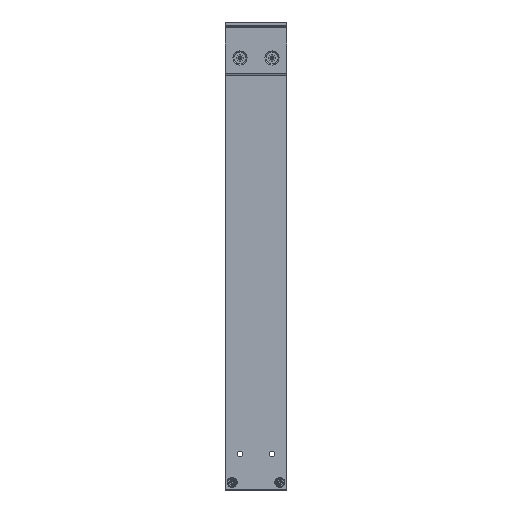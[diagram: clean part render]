
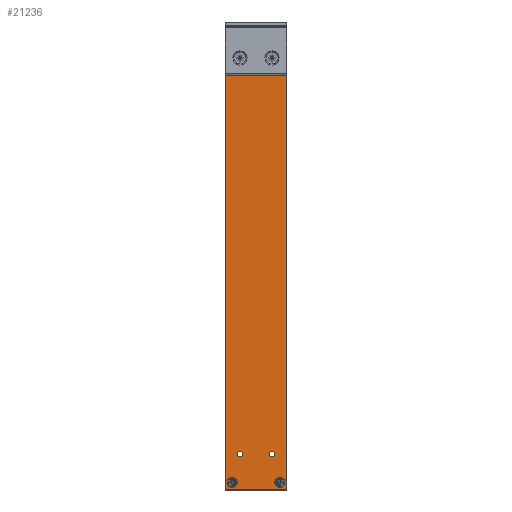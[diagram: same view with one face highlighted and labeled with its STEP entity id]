
A CAD part, front view. The second image highlights one B-rep face of the part: STEP entity #21236.
In plain terms, the highlighted planar face has unit normal (0, -1, 0).
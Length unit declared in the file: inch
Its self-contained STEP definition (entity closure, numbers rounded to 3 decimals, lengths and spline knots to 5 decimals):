
#108 = DIRECTION ( 'NONE',  ( 0., 0., -1. ) ) ;
#263 = DIRECTION ( 'NONE',  ( 0., 0., 1. ) ) ;
#438 = EDGE_CURVE ( 'NONE', #11198, #11198, #31477, .T. ) ;
#1427 = DIRECTION ( 'NONE',  ( 0., 0., -1. ) ) ;
#1510 = AXIS2_PLACEMENT_3D ( 'NONE', #54324, #11155, #32003 ) ;
#1716 = EDGE_LOOP ( 'NONE', ( #6016 ) ) ;
#2087 = CARTESIAN_POINT ( 'NONE',  ( 0.69241, -0.31353, 13. ) ) ;
#2365 = DIRECTION ( 'NONE',  ( 0., 1., 0. ) ) ;
#2527 = CARTESIAN_POINT ( 'NONE',  ( -1.02759, -0.31353, 13. ) ) ;
#3648 = PLANE ( 'NONE',  #50504 ) ;
#4598 = VERTEX_POINT ( 'NONE', #62660 ) ;
#4657 = ORIENTED_EDGE ( 'NONE', *, *, #22872, .T. ) ;
#4904 = EDGE_LOOP ( 'NONE', ( #4657 ) ) ;
#4965 = VECTOR ( 'NONE', #22424, 39.37008 ) ;
#5227 = ORIENTED_EDGE ( 'NONE', *, *, #37941, .T. ) ;
#5532 = CARTESIAN_POINT ( 'NONE',  ( 0.49391, -0.31353, 0.0722 ) ) ;
#5794 = CARTESIAN_POINT ( 'NONE',  ( -0.82908, -0.31353, 0.0722 ) ) ;
#6016 = ORIENTED_EDGE ( 'NONE', *, *, #58053, .T. ) ;
#6305 = CIRCLE ( 'NONE', #49252, 0.1378 ) ;
#7393 = EDGE_CURVE ( 'NONE', #11677, #65593, #20655, .T. ) ;
#8200 = CIRCLE ( 'NONE', #67168, 0.07799 ) ;
#8662 = ORIENTED_EDGE ( 'NONE', *, *, #19497, .T. ) ;
#9316 = CIRCLE ( 'NONE', #51073, 0.1378 ) ;
#9381 = EDGE_LOOP ( 'NONE', ( #5227 ) ) ;
#9461 = CIRCLE ( 'NONE', #1510, 0.1378 ) ;
#10256 = DIRECTION ( 'NONE',  ( 0., 1., 0. ) ) ;
#10270 = CARTESIAN_POINT ( 'NONE',  ( -1.02759, -0.31353, 0. ) ) ;
#11155 = DIRECTION ( 'NONE',  ( 0., 1., 0. ) ) ;
#11198 = VERTEX_POINT ( 'NONE', #5532 ) ;
#11677 = VERTEX_POINT ( 'NONE', #31100 ) ;
#11714 = CARTESIAN_POINT ( 'NONE',  ( 0.27729, -0.31353, 1.07799 ) ) ;
#12162 = CARTESIAN_POINT ( 'NONE',  ( 0.69241, -0.31353, 0. ) ) ;
#12881 = VECTOR ( 'NONE', #19796, 39.37008 ) ;
#13610 = FACE_BOUND ( 'NONE', #34275, .T. ) ;
#14227 = EDGE_CURVE ( 'NONE', #65593, #58594, #45910, .T. ) ;
#14837 = EDGE_LOOP ( 'NONE', ( #42428, #58564, #30291, #57163 ) ) ;
#15658 = AXIS2_PLACEMENT_3D ( 'NONE', #46347, #57271, #51196 ) ;
#16128 = VERTEX_POINT ( 'NONE', #5794 ) ;
#16461 = CARTESIAN_POINT ( 'NONE',  ( -0.61247, -0.31353, 12.07799 ) ) ;
#18919 = DIRECTION ( 'NONE',  ( 0., 0., -1. ) ) ;
#19497 = EDGE_CURVE ( 'NONE', #16128, #16128, #6305, .T. ) ;
#19613 = CARTESIAN_POINT ( 'NONE',  ( 0.69241, -0.31353, 0. ) ) ;
#19796 = DIRECTION ( 'NONE',  ( -1., 0., 0. ) ) ;
#20034 = EDGE_LOOP ( 'NONE', ( #32495 ) ) ;
#20293 = FACE_BOUND ( 'NONE', #4904, .T. ) ;
#20655 = LINE ( 'NONE', #19613, #56454 ) ;
#20745 = AXIS2_PLACEMENT_3D ( 'NONE', #35971, #40643, #24330 ) ;
#21236 = ADVANCED_FACE ( 'NONE', ( #57108, #30831, #13610, #35095, #20293, #67411, #56748, #56401, #29761 ), #3648, .T. ) ;
#21348 = CARTESIAN_POINT ( 'NONE',  ( 0.49391, -0.31353, 12.6522 ) ) ;
#22424 = DIRECTION ( 'NONE',  ( 1., 0., 0. ) ) ;
#22596 = ORIENTED_EDGE ( 'NONE', *, *, #58990, .T. ) ;
#22872 = EDGE_CURVE ( 'NONE', #66003, #66003, #49514, .T. ) ;
#24330 = DIRECTION ( 'NONE',  ( 0., 0., 1. ) ) ;
#25363 = EDGE_LOOP ( 'NONE', ( #26995 ) ) ;
#25778 = EDGE_CURVE ( 'NONE', #48195, #48195, #9316, .T. ) ;
#25994 = CARTESIAN_POINT ( 'NONE',  ( -1.02759, -0.31353, 0. ) ) ;
#26132 = CARTESIAN_POINT ( 'NONE',  ( 0.27729, -0.31353, 1. ) ) ;
#26995 = ORIENTED_EDGE ( 'NONE', *, *, #25778, .T. ) ;
#27016 = DIRECTION ( 'NONE',  ( 0., 1., 0. ) ) ;
#29437 = CARTESIAN_POINT ( 'NONE',  ( 0.69241, -0.31353, 0. ) ) ;
#29761 = FACE_OUTER_BOUND ( 'NONE', #14837, .T. ) ;
#30291 = ORIENTED_EDGE ( 'NONE', *, *, #63784, .T. ) ;
#30720 = DIRECTION ( 'NONE',  ( 0., 0., 1. ) ) ;
#30831 = FACE_BOUND ( 'NONE', #32147, .T. ) ;
#31100 = CARTESIAN_POINT ( 'NONE',  ( 0.69241, -0.31353, 0. ) ) ;
#31477 = CIRCLE ( 'NONE', #60915, 0.1378 ) ;
#31644 = LINE ( 'NONE', #25994, #32421 ) ;
#32003 = DIRECTION ( 'NONE',  ( 0., 0., -1. ) ) ;
#32147 = EDGE_LOOP ( 'NONE', ( #22596 ) ) ;
#32421 = VECTOR ( 'NONE', #41938, 39.37008 ) ;
#32495 = ORIENTED_EDGE ( 'NONE', *, *, #41138, .T. ) ;
#33607 = CARTESIAN_POINT ( 'NONE',  ( 0.49391, -0.31353, 0.21 ) ) ;
#34207 = CIRCLE ( 'NONE', #20745, 0.07799 ) ;
#34275 = EDGE_LOOP ( 'NONE', ( #8662 ) ) ;
#35095 = FACE_BOUND ( 'NONE', #65718, .T. ) ;
#35971 = CARTESIAN_POINT ( 'NONE',  ( 0.27729, -0.31353, 12. ) ) ;
#37195 = CARTESIAN_POINT ( 'NONE',  ( -0.61247, -0.31353, 1.07799 ) ) ;
#37941 = EDGE_CURVE ( 'NONE', #41141, #41141, #65417, .T. ) ;
#40643 = DIRECTION ( 'NONE',  ( 0., 1., 0. ) ) ;
#41138 = EDGE_CURVE ( 'NONE', #54195, #54195, #8200, .T. ) ;
#41141 = VERTEX_POINT ( 'NONE', #37195 ) ;
#41938 = DIRECTION ( 'NONE',  ( 0., 0., -1. ) ) ;
#42428 = ORIENTED_EDGE ( 'NONE', *, *, #7393, .T. ) ;
#44650 = CARTESIAN_POINT ( 'NONE',  ( 0.49391, -0.31353, 12.79 ) ) ;
#45807 = ORIENTED_EDGE ( 'NONE', *, *, #438, .T. ) ;
#45910 = LINE ( 'NONE', #62999, #12881 ) ;
#46347 = CARTESIAN_POINT ( 'NONE',  ( -0.61247, -0.31353, 1. ) ) ;
#47819 = DIRECTION ( 'NONE',  ( 0., 0., 1. ) ) ;
#47996 = DIRECTION ( 'NONE',  ( 0., 1., 0. ) ) ;
#48195 = VERTEX_POINT ( 'NONE', #21348 ) ;
#49065 = CARTESIAN_POINT ( 'NONE',  ( -0.61247, -0.31353, 12. ) ) ;
#49252 = AXIS2_PLACEMENT_3D ( 'NONE', #50798, #2365, #61098 ) ;
#49514 = CIRCLE ( 'NONE', #59742, 0.07799 ) ;
#49892 = DIRECTION ( 'NONE',  ( 0., 1., 0. ) ) ;
#50504 = AXIS2_PLACEMENT_3D ( 'NONE', #29437, #51032, #18919 ) ;
#50798 = CARTESIAN_POINT ( 'NONE',  ( -0.82908, -0.31353, 0.21 ) ) ;
#51032 = DIRECTION ( 'NONE',  ( 0., -1., 0. ) ) ;
#51073 = AXIS2_PLACEMENT_3D ( 'NONE', #44650, #27016, #108 ) ;
#51196 = DIRECTION ( 'NONE',  ( 0., 0., 1. ) ) ;
#54195 = VERTEX_POINT ( 'NONE', #11714 ) ;
#54324 = CARTESIAN_POINT ( 'NONE',  ( -0.82908, -0.31353, 12.79 ) ) ;
#56401 = FACE_BOUND ( 'NONE', #20034, .T. ) ;
#56454 = VECTOR ( 'NONE', #47819, 39.37008 ) ;
#56748 = FACE_BOUND ( 'NONE', #9381, .T. ) ;
#57108 = FACE_BOUND ( 'NONE', #25363, .T. ) ;
#57163 = ORIENTED_EDGE ( 'NONE', *, *, #58192, .T. ) ;
#57271 = DIRECTION ( 'NONE',  ( 0., 1., 0. ) ) ;
#57895 = VERTEX_POINT ( 'NONE', #10270 ) ;
#58053 = EDGE_CURVE ( 'NONE', #63729, #63729, #34207, .T. ) ;
#58060 = CARTESIAN_POINT ( 'NONE',  ( 0.27729, -0.31353, 12.07799 ) ) ;
#58192 = EDGE_CURVE ( 'NONE', #57895, #11677, #60658, .T. ) ;
#58564 = ORIENTED_EDGE ( 'NONE', *, *, #14227, .T. ) ;
#58594 = VERTEX_POINT ( 'NONE', #2527 ) ;
#58990 = EDGE_CURVE ( 'NONE', #4598, #4598, #9461, .T. ) ;
#59742 = AXIS2_PLACEMENT_3D ( 'NONE', #49065, #47996, #263 ) ;
#60658 = LINE ( 'NONE', #12162, #4965 ) ;
#60915 = AXIS2_PLACEMENT_3D ( 'NONE', #33607, #49892, #1427 ) ;
#61098 = DIRECTION ( 'NONE',  ( 0., 0., -1. ) ) ;
#62660 = CARTESIAN_POINT ( 'NONE',  ( -0.82908, -0.31353, 12.6522 ) ) ;
#62999 = CARTESIAN_POINT ( 'NONE',  ( 0.69241, -0.31353, 13. ) ) ;
#63729 = VERTEX_POINT ( 'NONE', #58060 ) ;
#63784 = EDGE_CURVE ( 'NONE', #58594, #57895, #31644, .T. ) ;
#65417 = CIRCLE ( 'NONE', #15658, 0.07799 ) ;
#65593 = VERTEX_POINT ( 'NONE', #2087 ) ;
#65718 = EDGE_LOOP ( 'NONE', ( #45807 ) ) ;
#66003 = VERTEX_POINT ( 'NONE', #16461 ) ;
#67168 = AXIS2_PLACEMENT_3D ( 'NONE', #26132, #10256, #30720 ) ;
#67411 = FACE_BOUND ( 'NONE', #1716, .T. ) ;
